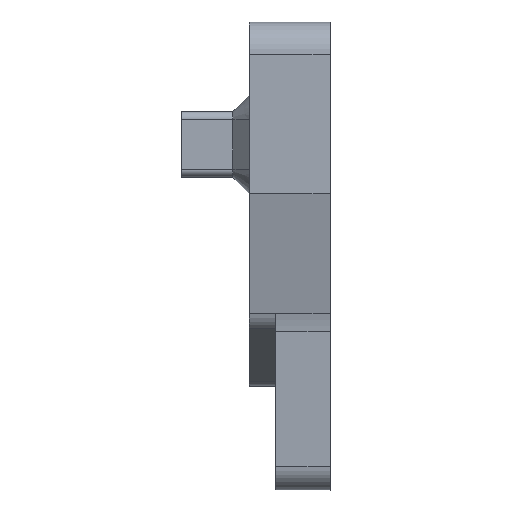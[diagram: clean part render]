
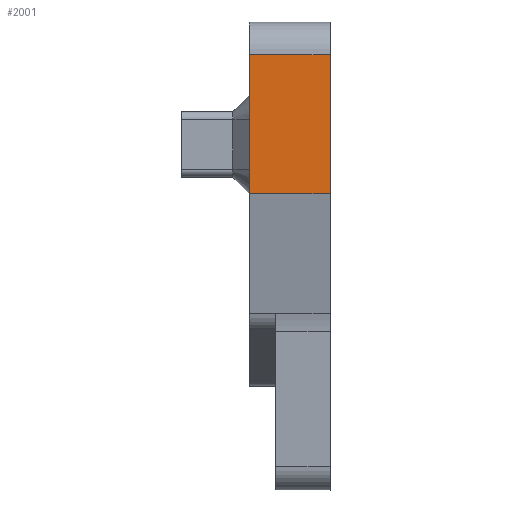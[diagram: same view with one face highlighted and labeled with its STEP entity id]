
A CAD part, left-side view. The second image highlights one B-rep face of the part: STEP entity #2001.
In plain terms, the highlighted planar face has unit normal (-1, 0, 0).
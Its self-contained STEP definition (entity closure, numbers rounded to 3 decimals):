
#254=FACE_OUTER_BOUND('',#367,.T.);
#367=EDGE_LOOP('',(#1602,#1603,#1604,#1605,#1606,#1607));
#426=LINE('',#2886,#620);
#564=LINE('',#3296,#758);
#566=LINE('',#3300,#760);
#567=LINE('',#3301,#761);
#568=LINE('',#3303,#762);
#569=LINE('',#3304,#763);
#620=VECTOR('',#2278,10.);
#758=VECTOR('',#2684,1000.);
#760=VECTOR('',#2688,1000.);
#761=VECTOR('',#2689,10.);
#762=VECTOR('',#2690,10.);
#763=VECTOR('',#2691,1000.);
#814=VERTEX_POINT('',#2883);
#815=VERTEX_POINT('',#2885);
#952=VERTEX_POINT('',#3293);
#953=VERTEX_POINT('',#3295);
#954=VERTEX_POINT('',#3299);
#955=VERTEX_POINT('',#3302);
#1005=EDGE_CURVE('',#815,#814,#426,.T.);
#1206=EDGE_CURVE('',#952,#953,#564,.T.);
#1208=EDGE_CURVE('',#954,#952,#566,.T.);
#1209=EDGE_CURVE('',#954,#815,#567,.T.);
#1210=EDGE_CURVE('',#814,#955,#568,.T.);
#1211=EDGE_CURVE('',#955,#953,#569,.T.);
#1602=ORIENTED_EDGE('',*,*,#1208,.F.);
#1603=ORIENTED_EDGE('',*,*,#1209,.T.);
#1604=ORIENTED_EDGE('',*,*,#1005,.T.);
#1605=ORIENTED_EDGE('',*,*,#1210,.T.);
#1606=ORIENTED_EDGE('',*,*,#1211,.T.);
#1607=ORIENTED_EDGE('',*,*,#1206,.F.);
#1904=PLANE('',#2190);
#2001=ADVANCED_FACE('',(#254),#1904,.F.);
#2190=AXIS2_PLACEMENT_3D('',#3298,#2686,#2687);
#2278=DIRECTION('',(0.,1.,0.));
#2684=DIRECTION('',(0.,1.,0.));
#2686=DIRECTION('center_axis',(1.,0.,0.));
#2687=DIRECTION('ref_axis',(0.,0.,-1.));
#2688=DIRECTION('',(0.,0.,-1.));
#2689=DIRECTION('',(0.,0.,1.));
#2690=DIRECTION('',(0.,0.,-1.));
#2691=DIRECTION('',(0.,0.,-1.));
#2883=CARTESIAN_POINT('',(-24.977,282.5,63.796));
#2885=CARTESIAN_POINT('',(-24.977,272.7,63.796));
#2886=CARTESIAN_POINT('',(-24.977,272.7,63.796));
#3293=CARTESIAN_POINT('',(-24.977,272.7,46.935));
#3295=CARTESIAN_POINT('',(-24.977,282.5,46.935));
#3296=CARTESIAN_POINT('',(-24.977,272.5,46.935));
#3298=CARTESIAN_POINT('Origin',(-24.977,272.5,58.935));
#3299=CARTESIAN_POINT('',(-24.977,272.7,55.935));
#3300=CARTESIAN_POINT('',(-24.977,272.7,46.951));
#3301=CARTESIAN_POINT('',(-24.977,272.7,58.9));
#3302=CARTESIAN_POINT('',(-24.977,282.5,55.935));
#3303=CARTESIAN_POINT('',(-24.977,282.5,58.9));
#3304=CARTESIAN_POINT('',(-24.977,282.5,55.935));
